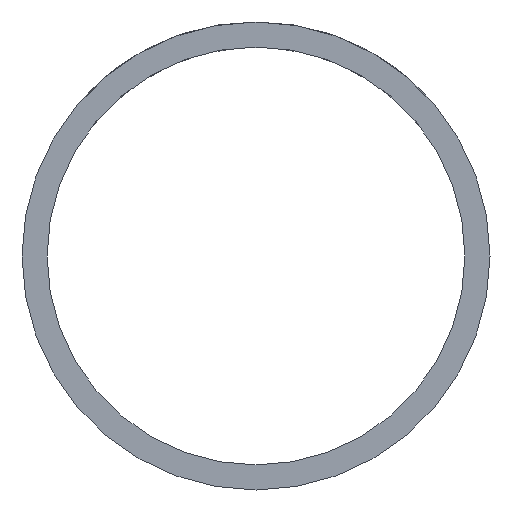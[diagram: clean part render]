
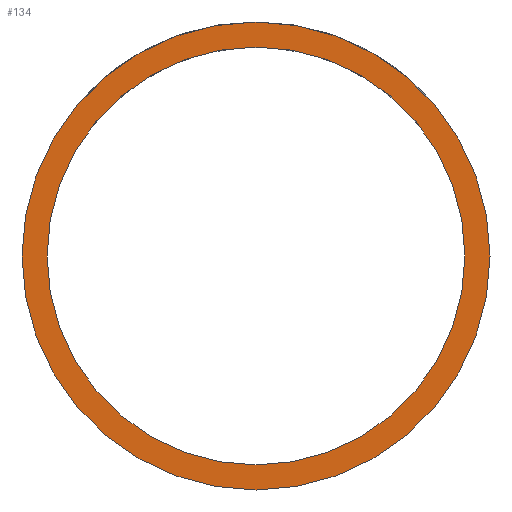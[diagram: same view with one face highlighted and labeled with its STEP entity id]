
A CAD part, front view. The second image highlights one B-rep face of the part: STEP entity #134.
In plain terms, the highlighted planar face has unit normal (0, -1, 0).
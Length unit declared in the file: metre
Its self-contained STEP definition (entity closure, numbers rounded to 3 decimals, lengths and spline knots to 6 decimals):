
#12=PLANE('',#163);
#46=ORIENTED_EDGE('',*,*,#70,.F.);
#47=ORIENTED_EDGE('',*,*,#76,.T.);
#70=EDGE_CURVE('',#86,#86,#96,.T.);
#76=EDGE_CURVE('',#92,#92,#100,.T.);
#86=VERTEX_POINT('',#222);
#92=VERTEX_POINT('',#235);
#96=CIRCLE('',#156,0.0125);
#100=CIRCLE('',#161,0.014);
#108=EDGE_LOOP('',(#46));
#109=EDGE_LOOP('',(#47));
#122=FACE_BOUND('',#108,.T.);
#123=FACE_BOUND('',#109,.T.);
#134=ADVANCED_FACE('',(#122,#123),#12,.T.);
#156=AXIS2_PLACEMENT_3D('',#221,#179,#180);
#161=AXIS2_PLACEMENT_3D('',#234,#191,#192);
#163=AXIS2_PLACEMENT_3D('',#238,#195,#196);
#179=DIRECTION('',(0.,-1.,0.));
#180=DIRECTION('',(0.,0.,-1.));
#191=DIRECTION('',(0.,-1.,0.));
#192=DIRECTION('',(0.,0.,-1.));
#195=DIRECTION('',(0.,-1.,0.));
#196=DIRECTION('',(1.,0.,0.));
#221=CARTESIAN_POINT('',(0.,-0.4,0.));
#222=CARTESIAN_POINT('',(0.,-0.4,-0.0125));
#234=CARTESIAN_POINT('',(0.,-0.4,0.));
#235=CARTESIAN_POINT('',(0.,-0.4,-0.014));
#238=CARTESIAN_POINT('',(0.,-0.4,-0.0254));
